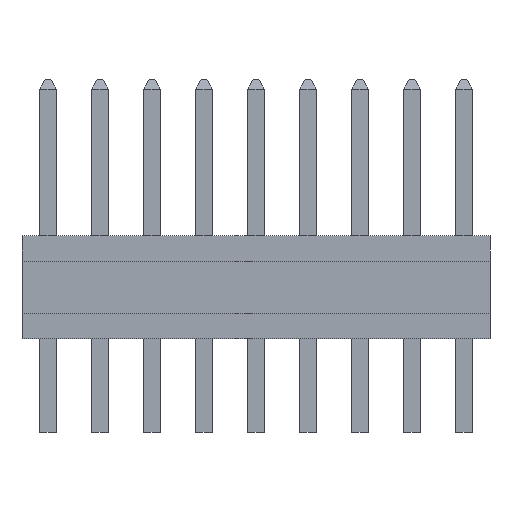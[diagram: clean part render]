
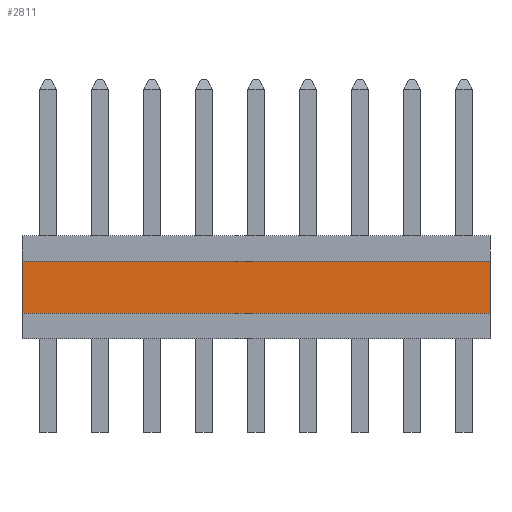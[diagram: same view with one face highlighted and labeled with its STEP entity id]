
A CAD part, front view. The second image highlights one B-rep face of the part: STEP entity #2811.
In plain terms, the highlighted face is planar.
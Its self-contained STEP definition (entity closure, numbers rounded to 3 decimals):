
#152 = VERTEX_POINT('',#153);
#153 = CARTESIAN_POINT('',(-5.715,0.622,1.461));
#159 = EDGE_CURVE('',#160,#152,#162,.T.);
#160 = VERTEX_POINT('',#161);
#161 = CARTESIAN_POINT('',(-5.715,1.892,1.461));
#162 = LINE('',#163,#164);
#163 = CARTESIAN_POINT('',(-5.715,1.892,1.461));
#164 = VECTOR('',#165,1.);
#165 = DIRECTION('',(0.,-1.,0.));
#285 = VERTEX_POINT('',#286);
#286 = CARTESIAN_POINT('',(5.715,1.892,1.461));
#292 = EDGE_CURVE('',#285,#293,#295,.T.);
#293 = VERTEX_POINT('',#294);
#294 = CARTESIAN_POINT('',(5.715,0.622,1.461));
#295 = LINE('',#296,#297);
#296 = CARTESIAN_POINT('',(5.715,1.892,1.461));
#297 = VECTOR('',#298,1.);
#298 = DIRECTION('',(0.,-1.,0.));
#2811 = ADVANCED_FACE('',(#2812),#2828,.F.);
#2812 = FACE_BOUND('',#2813,.T.);
#2813 = EDGE_LOOP('',(#2814,#2815,#2821,#2822));
#2814 = ORIENTED_EDGE('',*,*,#159,.T.);
#2815 = ORIENTED_EDGE('',*,*,#2816,.F.);
#2816 = EDGE_CURVE('',#293,#152,#2817,.T.);
#2817 = LINE('',#2818,#2819);
#2818 = CARTESIAN_POINT('',(5.715,0.622,1.461));
#2819 = VECTOR('',#2820,1.);
#2820 = DIRECTION('',(-1.,0.,0.));
#2821 = ORIENTED_EDGE('',*,*,#292,.F.);
#2822 = ORIENTED_EDGE('',*,*,#2823,.T.);
#2823 = EDGE_CURVE('',#285,#160,#2824,.T.);
#2824 = LINE('',#2825,#2826);
#2825 = CARTESIAN_POINT('',(5.715,1.892,1.461));
#2826 = VECTOR('',#2827,1.);
#2827 = DIRECTION('',(-1.,0.,0.));
#2828 = PLANE('',#2829);
#2829 = AXIS2_PLACEMENT_3D('',#2830,#2831,#2832);
#2830 = CARTESIAN_POINT('',(5.715,1.892,1.461));
#2831 = DIRECTION('',(0.,0.,-1.));
#2832 = DIRECTION('',(-1.,0.,0.));
